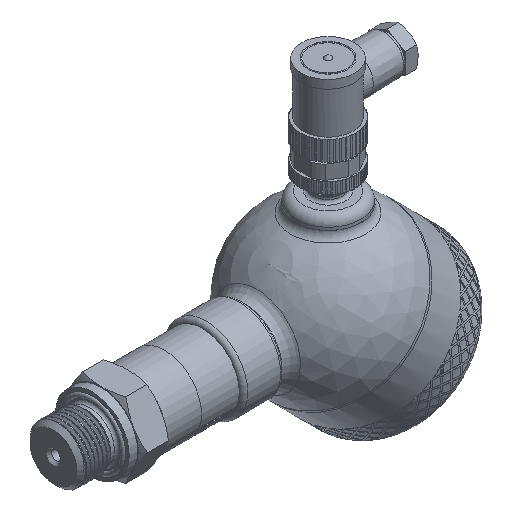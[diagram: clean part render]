
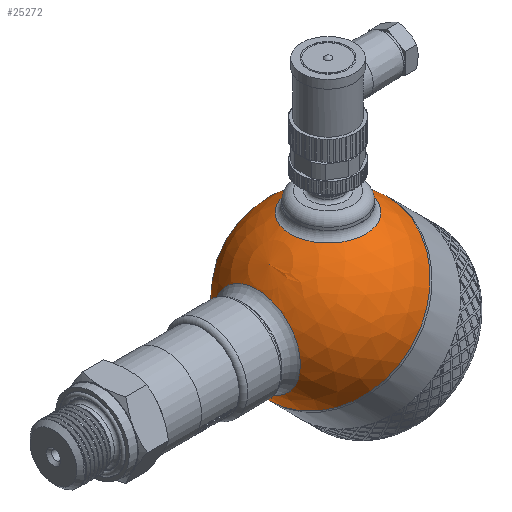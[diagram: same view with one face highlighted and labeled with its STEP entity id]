
A CAD part, isometric view. The second image highlights one B-rep face of the part: STEP entity #25272.
In plain terms, the highlighted spherical face has radius 30 mm.
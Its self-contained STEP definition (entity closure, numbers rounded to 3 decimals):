
#36=SPHERICAL_SURFACE('',#26814,30.);
#1070=FACE_BOUND('',#3437,.T.);
#1071=FACE_BOUND('',#3438,.T.);
#1789=FACE_OUTER_BOUND('',#3436,.T.);
#3436=EDGE_LOOP('',(#18222,#18223,#18224,#18225));
#3437=EDGE_LOOP('',(#18226));
#3438=EDGE_LOOP('',(#18227));
#4943=CIRCLE('',#26737,30.);
#4944=CIRCLE('',#26738,30.);
#4971=CIRCLE('',#26810,13.5);
#4974=CIRCLE('',#26815,30.);
#4975=CIRCLE('',#26816,15.643);
#9661=VERTEX_POINT('',#34382);
#9662=VERTEX_POINT('',#34384);
#10189=VERTEX_POINT('',#41148);
#10191=VERTEX_POINT('',#41155);
#10192=VERTEX_POINT('',#41157);
#12395=EDGE_CURVE('',#9661,#9662,#4943,.T.);
#12396=EDGE_CURVE('',#9662,#9661,#4944,.T.);
#13189=EDGE_CURVE('',#10189,#10189,#4971,.T.);
#13192=EDGE_CURVE('',#9662,#10191,#4974,.T.);
#13193=EDGE_CURVE('',#10192,#10192,#4975,.T.);
#18222=ORIENTED_EDGE('',*,*,#12396,.F.);
#18223=ORIENTED_EDGE('',*,*,#13192,.T.);
#18224=ORIENTED_EDGE('',*,*,#13192,.F.);
#18225=ORIENTED_EDGE('',*,*,#12395,.F.);
#18226=ORIENTED_EDGE('',*,*,#13193,.F.);
#18227=ORIENTED_EDGE('',*,*,#13189,.F.);
#25272=ADVANCED_FACE('',(#1789,#1070,#1071),#36,.T.);
#26737=AXIS2_PLACEMENT_3D('',#34385,#28445,#28446);
#26738=AXIS2_PLACEMENT_3D('',#34386,#28447,#28448);
#26810=AXIS2_PLACEMENT_3D('',#41149,#28869,#28870);
#26814=AXIS2_PLACEMENT_3D('',#41154,#28877,#28878);
#26815=AXIS2_PLACEMENT_3D('',#41156,#28879,#28880);
#26816=AXIS2_PLACEMENT_3D('',#41158,#28881,#28882);
#28445=DIRECTION('center_axis',(1.,0.,0.));
#28446=DIRECTION('ref_axis',(0.,1.,0.));
#28447=DIRECTION('center_axis',(1.,0.,0.));
#28448=DIRECTION('ref_axis',(0.,1.,0.));
#28869=DIRECTION('center_axis',(-0.707,0.,-0.707));
#28870=DIRECTION('ref_axis',(-0.707,0.,0.707));
#28877=DIRECTION('center_axis',(1.,0.,0.));
#28878=DIRECTION('ref_axis',(0.,-1.,0.));
#28879=DIRECTION('center_axis',(0.,0.,1.));
#28880=DIRECTION('ref_axis',(0.,1.,0.));
#28881=DIRECTION('center_axis',(-0.707,0.,0.707));
#28882=DIRECTION('ref_axis',(0.707,0.,0.707));
#34382=CARTESIAN_POINT('',(0.,-30.,0.));
#34384=CARTESIAN_POINT('',(0.,30.,0.));
#34385=CARTESIAN_POINT('Origin',(0.,0.,0.));
#34386=CARTESIAN_POINT('Origin',(0.,0.,0.));
#41148=CARTESIAN_POINT('',(-9.398,0.,-28.49));
#41149=CARTESIAN_POINT('Origin',(-18.944,0.,-18.944));
#41154=CARTESIAN_POINT('Origin',(0.,0.,0.));
#41155=CARTESIAN_POINT('',(-30.,0.,0.));
#41156=CARTESIAN_POINT('Origin',(0.,0.,0.));
#41157=CARTESIAN_POINT('',(-29.162,0.,7.04));
#41158=CARTESIAN_POINT('Origin',(-18.101,0.,18.101));
